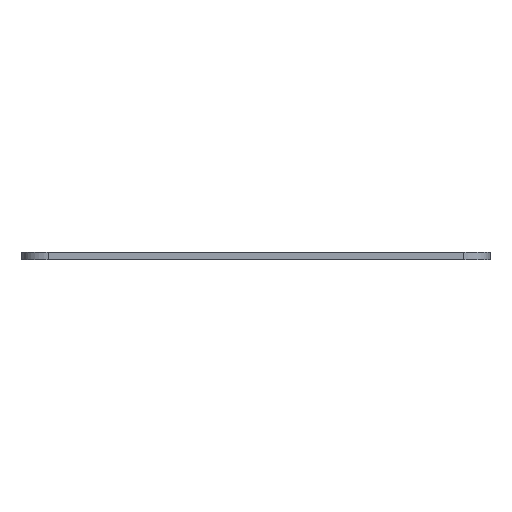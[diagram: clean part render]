
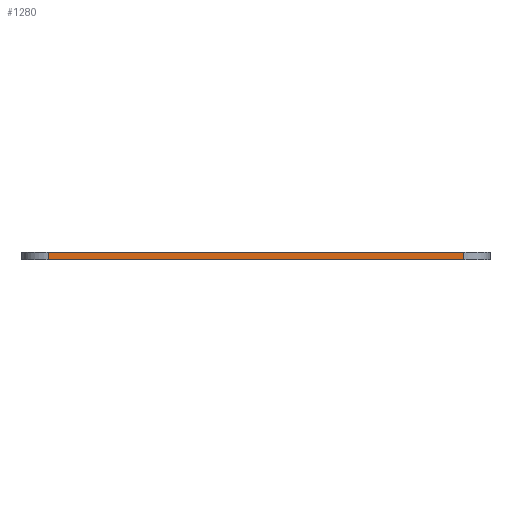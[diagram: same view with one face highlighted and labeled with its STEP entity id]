
A CAD part, left-side view. The second image highlights one B-rep face of the part: STEP entity #1280.
In plain terms, the highlighted planar face has unit normal (-1, 0, 0).
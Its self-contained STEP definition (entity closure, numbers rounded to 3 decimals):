
#37=PLANE('',#1393);
#72=FACE_OUTER_BOUND('',#148,.T.);
#148=EDGE_LOOP('',(#930,#931,#932,#933));
#222=LINE('',#1884,#350);
#224=LINE('',#1890,#352);
#256=LINE('',#2016,#384);
#257=LINE('',#2017,#385);
#350=VECTOR('',#1494,10.);
#352=VECTOR('',#1500,10.);
#384=VECTOR('',#1596,10.);
#385=VECTOR('',#1597,10.);
#543=VERTEX_POINT('',#1881);
#544=VERTEX_POINT('',#1883);
#546=VERTEX_POINT('',#1889);
#608=VERTEX_POINT('',#2015);
#671=EDGE_CURVE('',#543,#544,#222,.T.);
#674=EDGE_CURVE('',#544,#546,#224,.T.);
#737=EDGE_CURVE('',#608,#543,#256,.T.);
#738=EDGE_CURVE('',#546,#608,#257,.T.);
#930=ORIENTED_EDGE('',*,*,#671,.F.);
#931=ORIENTED_EDGE('',*,*,#737,.F.);
#932=ORIENTED_EDGE('',*,*,#738,.F.);
#933=ORIENTED_EDGE('',*,*,#674,.F.);
#1280=ADVANCED_FACE('',(#72),#37,.T.);
#1393=AXIS2_PLACEMENT_3D('',#2014,#1594,#1595);
#1494=DIRECTION('',(0.,0.,-1.));
#1500=DIRECTION('',(0.,1.,0.));
#1594=DIRECTION('center_axis',(-1.,0.,0.));
#1595=DIRECTION('ref_axis',(0.,-1.,0.));
#1596=DIRECTION('',(0.,-1.,0.));
#1597=DIRECTION('',(0.,0.,1.));
#1881=CARTESIAN_POINT('',(-14.278,-47.378,1.5));
#1883=CARTESIAN_POINT('',(-14.278,-47.378,0.));
#1884=CARTESIAN_POINT('',(-14.278,-47.378,0.));
#1889=CARTESIAN_POINT('',(-14.278,31.678,0.));
#1890=CARTESIAN_POINT('',(-14.278,-52.378,0.));
#2014=CARTESIAN_POINT('Origin',(-14.278,36.678,0.));
#2015=CARTESIAN_POINT('',(-14.278,31.678,1.5));
#2016=CARTESIAN_POINT('',(-14.278,-52.378,1.5));
#2017=CARTESIAN_POINT('',(-14.278,31.678,0.));
